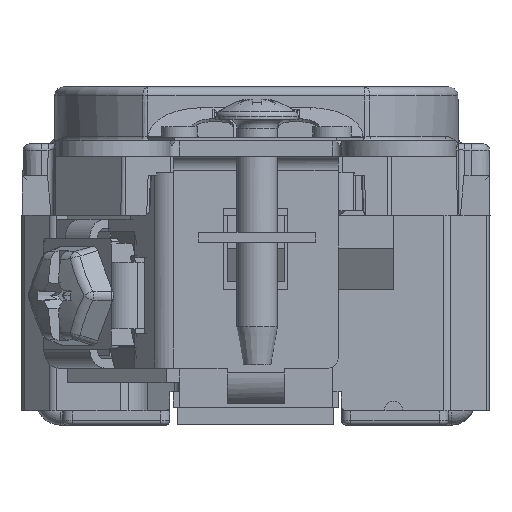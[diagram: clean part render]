
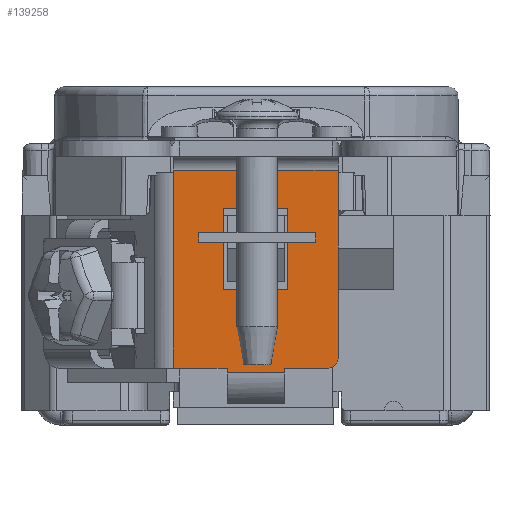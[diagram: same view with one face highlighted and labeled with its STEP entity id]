
A CAD part, front view. The second image highlights one B-rep face of the part: STEP entity #139258.
In plain terms, the highlighted planar face has unit normal (0, -1, 0).
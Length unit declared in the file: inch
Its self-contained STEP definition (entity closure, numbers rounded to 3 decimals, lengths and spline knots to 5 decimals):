
#368 = DIRECTION ( 'NONE',  ( 0., -1., 0. ) ) ;
#1510 = CARTESIAN_POINT ( 'NONE',  ( 0.0935, -1.38808, -0.244 ) ) ;
#1900 = VERTEX_POINT ( 'NONE', #45660 ) ;
#2649 = CARTESIAN_POINT ( 'NONE',  ( 0.239, -1.38808, -0.149 ) ) ;
#8812 = CARTESIAN_POINT ( 'NONE',  ( -0.0935, -1.38808, -0.196 ) ) ;
#10581 = ORIENTED_EDGE ( 'NONE', *, *, #153169, .T. ) ;
#10658 = VERTEX_POINT ( 'NONE', #227948 ) ;
#10974 = AXIS2_PLACEMENT_3D ( 'NONE', #100423, #137621, #99280 ) ;
#13537 = DIRECTION ( 'NONE',  ( 0., 0., 1. ) ) ;
#18207 = ORIENTED_EDGE ( 'NONE', *, *, #37656, .T. ) ;
#21332 = LINE ( 'NONE', #180598, #26725 ) ;
#22460 = PLANE ( 'NONE',  #10974 ) ;
#23950 = VECTOR ( 'NONE', #62937, 39.37008 ) ;
#26725 = VECTOR ( 'NONE', #215596, 39.37008 ) ;
#28221 = CARTESIAN_POINT ( 'NONE',  ( -0.105, -1.38808, 0.077 ) ) ;
#30618 = LINE ( 'NONE', #189983, #146230 ) ;
#37333 = VECTOR ( 'NONE', #73692, 39.37008 ) ;
#37656 = EDGE_CURVE ( 'NONE', #119103, #111781, #54477, .T. ) ;
#40206 = VECTOR ( 'NONE', #101413, 39.37008 ) ;
#40534 = VECTOR ( 'NONE', #85504, 39.37008 ) ;
#41740 = CARTESIAN_POINT ( 'NONE',  ( 0.105, -1.38808, 0.077 ) ) ;
#42186 = LINE ( 'NONE', #118824, #40206 ) ;
#42323 = FACE_OUTER_BOUND ( 'NONE', #45685, .T. ) ;
#42663 = CARTESIAN_POINT ( 'NONE',  ( 0., -1.38808, -0.18 ) ) ;
#45660 = CARTESIAN_POINT ( 'NONE',  ( -0.0935, -1.38808, -0.18 ) ) ;
#45685 = EDGE_LOOP ( 'NONE', ( #109264, #91005, #59479, #55488, #77415, #97280, #118397, #159026, #155321, #139420, #60236, #122153 ) ) ;
#50005 = VERTEX_POINT ( 'NONE', #72649 ) ;
#54477 = LINE ( 'NONE', #228759, #205090 ) ;
#55488 = ORIENTED_EDGE ( 'NONE', *, *, #200988, .T. ) ;
#56342 = LINE ( 'NONE', #69422, #37333 ) ;
#57845 = EDGE_CURVE ( 'NONE', #111781, #225279, #56342, .T. ) ;
#58798 = LINE ( 'NONE', #199438, #98274 ) ;
#59479 = ORIENTED_EDGE ( 'NONE', *, *, #194313, .T. ) ;
#60236 = ORIENTED_EDGE ( 'NONE', *, *, #91665, .T. ) ;
#62937 = DIRECTION ( 'NONE',  ( 0., 0., 1. ) ) ;
#65736 = LINE ( 'NONE', #138978, #40534 ) ;
#66235 = DIRECTION ( 'NONE',  ( -1., 0., 0. ) ) ;
#69422 = CARTESIAN_POINT ( 'NONE',  ( 0.105, -1.38808, 0.136 ) ) ;
#71338 = DIRECTION ( 'NONE',  ( 0., 0., -1. ) ) ;
#72649 = CARTESIAN_POINT ( 'NONE',  ( -0.27, -1.38808, 0.468 ) ) ;
#72922 = LINE ( 'NONE', #42663, #73278 ) ;
#73278 = VECTOR ( 'NONE', #217068, 39.37008 ) ;
#73692 = DIRECTION ( 'NONE',  ( 0., 0., -1. ) ) ;
#73727 = VERTEX_POINT ( 'NONE', #149474 ) ;
#73911 = CIRCLE ( 'NONE', #77228, 0.031 ) ;
#73979 = VERTEX_POINT ( 'NONE', #149183 ) ;
#77228 = AXIS2_PLACEMENT_3D ( 'NONE', #2649, #368, #214360 ) ;
#77415 = ORIENTED_EDGE ( 'NONE', *, *, #97421, .T. ) ;
#85504 = DIRECTION ( 'NONE',  ( 0., 0., 1. ) ) ;
#88955 = CARTESIAN_POINT ( 'NONE',  ( 0.0935, -1.38808, -0.196 ) ) ;
#91005 = ORIENTED_EDGE ( 'NONE', *, *, #174073, .T. ) ;
#91393 = VECTOR ( 'NONE', #114327, 39.37008 ) ;
#91475 = EDGE_LOOP ( 'NONE', ( #10581, #113318, #18207, #180525 ) ) ;
#91665 = EDGE_CURVE ( 'NONE', #191061, #98029, #118275, .T. ) ;
#95754 = VERTEX_POINT ( 'NONE', #145185 ) ;
#97063 = VERTEX_POINT ( 'NONE', #102045 ) ;
#97280 = ORIENTED_EDGE ( 'NONE', *, *, #225235, .F. ) ;
#97421 = EDGE_CURVE ( 'NONE', #10658, #118344, #65736, .T. ) ;
#98029 = VERTEX_POINT ( 'NONE', #88955 ) ;
#98274 = VECTOR ( 'NONE', #112227, 39.37008 ) ;
#99280 = DIRECTION ( 'NONE',  ( 1., 0., 0. ) ) ;
#99471 = VERTEX_POINT ( 'NONE', #103379 ) ;
#100024 = CARTESIAN_POINT ( 'NONE',  ( 0., -1.38808, 0.077 ) ) ;
#100423 = CARTESIAN_POINT ( 'NONE',  ( -0.27, -1.38808, -0.196 ) ) ;
#100893 = CARTESIAN_POINT ( 'NONE',  ( 0., -1.38808, -0.196 ) ) ;
#101163 = LINE ( 'NONE', #100024, #102200 ) ;
#101413 = DIRECTION ( 'NONE',  ( 0., 0., -1. ) ) ;
#102045 = CARTESIAN_POINT ( 'NONE',  ( 0.27, -1.38808, -0.149 ) ) ;
#102200 = VECTOR ( 'NONE', #66235, 39.37008 ) ;
#103379 = CARTESIAN_POINT ( 'NONE',  ( -0.27, -1.38808, 0.46 ) ) ;
#106933 = LINE ( 'NONE', #177748, #171150 ) ;
#109264 = ORIENTED_EDGE ( 'NONE', *, *, #170611, .T. ) ;
#109769 = FACE_BOUND ( 'NONE', #91475, .T. ) ;
#111781 = VERTEX_POINT ( 'NONE', #152775 ) ;
#112227 = DIRECTION ( 'NONE',  ( 1., 0., 0. ) ) ;
#113318 = ORIENTED_EDGE ( 'NONE', *, *, #171259, .T. ) ;
#114327 = DIRECTION ( 'NONE',  ( 0., 0., -1. ) ) ;
#118275 = LINE ( 'NONE', #100893, #149498 ) ;
#118344 = VERTEX_POINT ( 'NONE', #140316 ) ;
#118397 = ORIENTED_EDGE ( 'NONE', *, *, #173178, .T. ) ;
#118824 = CARTESIAN_POINT ( 'NONE',  ( -0.27, -1.38808, 0.136 ) ) ;
#119103 = VERTEX_POINT ( 'NONE', #140348 ) ;
#122153 = ORIENTED_EDGE ( 'NONE', *, *, #174083, .F. ) ;
#129234 = CARTESIAN_POINT ( 'NONE',  ( 0.27, -1.38808, 0.335 ) ) ;
#131852 = CARTESIAN_POINT ( 'NONE',  ( -0.27, -1.38808, 0.136 ) ) ;
#131972 = VECTOR ( 'NONE', #13537, 39.37008 ) ;
#132924 = VECTOR ( 'NONE', #71338, 39.37008 ) ;
#136950 = CARTESIAN_POINT ( 'NONE',  ( -0.105, -1.38808, 0.136 ) ) ;
#137621 = DIRECTION ( 'NONE',  ( 0., -1., 0. ) ) ;
#137949 = EDGE_CURVE ( 'NONE', #73727, #1900, #72922, .T. ) ;
#138855 = DIRECTION ( 'NONE',  ( 0., 0., 1. ) ) ;
#138978 = CARTESIAN_POINT ( 'NONE',  ( 0.27, -1.38808, 0.136 ) ) ;
#139258 = ADVANCED_FACE ( 'NONE', ( #42323, #109769 ), #22460, .T. ) ;
#139420 = ORIENTED_EDGE ( 'NONE', *, *, #226560, .F. ) ;
#140316 = CARTESIAN_POINT ( 'NONE',  ( 0.27, -1.38808, 0.468 ) ) ;
#140348 = CARTESIAN_POINT ( 'NONE',  ( -0.105, -1.38808, 0.342 ) ) ;
#145185 = CARTESIAN_POINT ( 'NONE',  ( 0.0935, -1.38808, -0.18 ) ) ;
#146230 = VECTOR ( 'NONE', #138855, 39.37008 ) ;
#149183 = CARTESIAN_POINT ( 'NONE',  ( 0.239, -1.38808, -0.18 ) ) ;
#149474 = CARTESIAN_POINT ( 'NONE',  ( -0.27, -1.38808, -0.18 ) ) ;
#149498 = VECTOR ( 'NONE', #225190, 39.37008 ) ;
#151340 = LINE ( 'NONE', #222126, #23950 ) ;
#152775 = CARTESIAN_POINT ( 'NONE',  ( 0.105, -1.38808, 0.342 ) ) ;
#153169 = EDGE_CURVE ( 'NONE', #225279, #178762, #101163, .T. ) ;
#155321 = ORIENTED_EDGE ( 'NONE', *, *, #137949, .T. ) ;
#159026 = ORIENTED_EDGE ( 'NONE', *, *, #188430, .T. ) ;
#160455 = DIRECTION ( 'NONE',  ( 1., 0., 0. ) ) ;
#170611 = EDGE_CURVE ( 'NONE', #95754, #73979, #58798, .T. ) ;
#171150 = VECTOR ( 'NONE', #160455, 39.37008 ) ;
#171259 = EDGE_CURVE ( 'NONE', #178762, #119103, #182515, .T. ) ;
#173178 = EDGE_CURVE ( 'NONE', #50005, #99471, #42186, .T. ) ;
#174073 = EDGE_CURVE ( 'NONE', #73979, #97063, #73911, .T. ) ;
#174083 = EDGE_CURVE ( 'NONE', #95754, #98029, #195739, .T. ) ;
#177748 = CARTESIAN_POINT ( 'NONE',  ( 0., -1.38808, 0.468 ) ) ;
#178762 = VERTEX_POINT ( 'NONE', #28221 ) ;
#180525 = ORIENTED_EDGE ( 'NONE', *, *, #57845, .T. ) ;
#180598 = CARTESIAN_POINT ( 'NONE',  ( 0.27, -1.38808, 0.136 ) ) ;
#182515 = LINE ( 'NONE', #136950, #131972 ) ;
#188430 = EDGE_CURVE ( 'NONE', #99471, #73727, #202717, .T. ) ;
#189983 = CARTESIAN_POINT ( 'NONE',  ( -0.0935, -1.38808, -0.2235 ) ) ;
#191061 = VERTEX_POINT ( 'NONE', #8812 ) ;
#192891 = VERTEX_POINT ( 'NONE', #129234 ) ;
#193939 = DIRECTION ( 'NONE',  ( 1., 0., 0. ) ) ;
#194313 = EDGE_CURVE ( 'NONE', #97063, #192891, #21332, .T. ) ;
#195739 = LINE ( 'NONE', #1510, #132924 ) ;
#199438 = CARTESIAN_POINT ( 'NONE',  ( 0., -1.38808, -0.18 ) ) ;
#200988 = EDGE_CURVE ( 'NONE', #192891, #10658, #151340, .T. ) ;
#202717 = LINE ( 'NONE', #131852, #91393 ) ;
#205090 = VECTOR ( 'NONE', #193939, 39.37008 ) ;
#214360 = DIRECTION ( 'NONE',  ( 0., 0., -1. ) ) ;
#215596 = DIRECTION ( 'NONE',  ( 0., 0., 1. ) ) ;
#217068 = DIRECTION ( 'NONE',  ( 1., 0., 0. ) ) ;
#222126 = CARTESIAN_POINT ( 'NONE',  ( 0.27, -1.38808, 0.136 ) ) ;
#225190 = DIRECTION ( 'NONE',  ( 1., 0., 0. ) ) ;
#225235 = EDGE_CURVE ( 'NONE', #50005, #118344, #106933, .T. ) ;
#225279 = VERTEX_POINT ( 'NONE', #41740 ) ;
#226560 = EDGE_CURVE ( 'NONE', #191061, #1900, #30618, .T. ) ;
#227948 = CARTESIAN_POINT ( 'NONE',  ( 0.27, -1.38808, 0.46 ) ) ;
#228759 = CARTESIAN_POINT ( 'NONE',  ( 0., -1.38808, 0.342 ) ) ;
